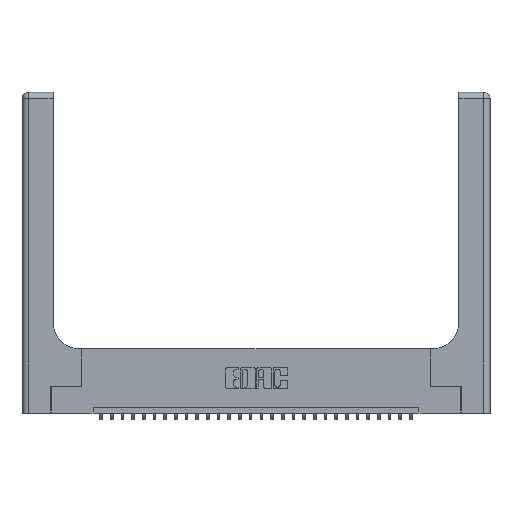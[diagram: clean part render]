
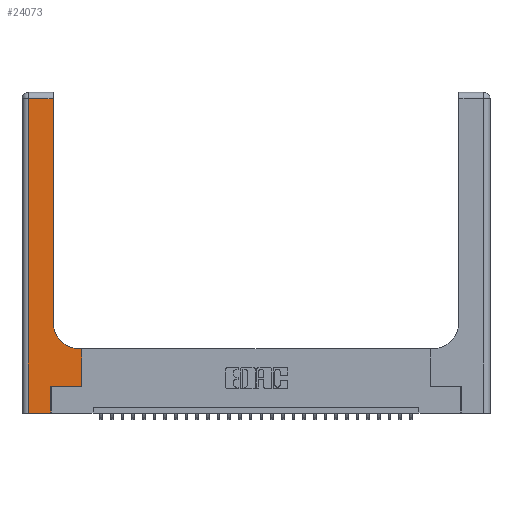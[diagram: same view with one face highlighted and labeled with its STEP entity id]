
A CAD part, top view. The second image highlights one B-rep face of the part: STEP entity #24073.
In plain terms, the highlighted planar face has unit normal (0, 0, 1).
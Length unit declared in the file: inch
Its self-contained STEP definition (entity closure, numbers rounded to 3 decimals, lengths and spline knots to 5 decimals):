
#38 = DIRECTION ( 'NONE',  ( 0., 0., -1. ) ) ;
#160 = CARTESIAN_POINT ( 'NONE',  ( 0.2915, 2.94, 0.37 ) ) ;
#389 = VERTEX_POINT ( 'NONE', #160 ) ;
#1035 = ORIENTED_EDGE ( 'NONE', *, *, #13630, .T. ) ;
#1550 = DIRECTION ( 'NONE',  ( -1., 0., 0. ) ) ;
#1606 = LINE ( 'NONE', #19472, #12596 ) ;
#1769 = AXIS2_PLACEMENT_3D ( 'NONE', #25330, #38, #22853 ) ;
#1851 = LINE ( 'NONE', #16443, #17463 ) ;
#2324 = EDGE_LOOP ( 'NONE', ( #8875, #11812, #19171, #16429, #1035, #4787, #21074, #11026, #18759 ) ) ;
#2911 = VERTEX_POINT ( 'NONE', #11263 ) ;
#2973 = DIRECTION ( 'NONE',  ( -1., 0., 0. ) ) ;
#4164 = LINE ( 'NONE', #28793, #29070 ) ;
#4277 = CARTESIAN_POINT ( 'NONE',  ( 0.2915, 0.85, 0.37 ) ) ;
#4787 = ORIENTED_EDGE ( 'NONE', *, *, #15279, .T. ) ;
#6116 = VERTEX_POINT ( 'NONE', #4277 ) ;
#6766 = CARTESIAN_POINT ( 'NONE',  ( 0.5585, 0.25, 0.37 ) ) ;
#8445 = CARTESIAN_POINT ( 'NONE',  ( 0.2915, 3., 0.37 ) ) ;
#8721 = LINE ( 'NONE', #24581, #17260 ) ;
#8875 = ORIENTED_EDGE ( 'NONE', *, *, #12290, .T. ) ;
#9015 = DIRECTION ( 'NONE',  ( 1., 0., 0. ) ) ;
#9413 = EDGE_CURVE ( 'NONE', #2911, #6116, #16177, .T. ) ;
#9501 = CARTESIAN_POINT ( 'NONE',  ( 0.269, 0., 0.37 ) ) ;
#9948 = LINE ( 'NONE', #9501, #21297 ) ;
#10004 = VECTOR ( 'NONE', #24401, 39.37008 ) ;
#10342 = CARTESIAN_POINT ( 'NONE',  ( 0.269, 0.25, 0.37 ) ) ;
#11026 = ORIENTED_EDGE ( 'NONE', *, *, #16138, .T. ) ;
#11251 = CARTESIAN_POINT ( 'NONE',  ( 0.06, 0., 0.37 ) ) ;
#11263 = CARTESIAN_POINT ( 'NONE',  ( 0.5415, 0.6, 0.37 ) ) ;
#11812 = ORIENTED_EDGE ( 'NONE', *, *, #19944, .T. ) ;
#12290 = EDGE_CURVE ( 'NONE', #6116, #389, #15362, .T. ) ;
#12596 = VECTOR ( 'NONE', #17270, 39.37008 ) ;
#13129 = VERTEX_POINT ( 'NONE', #11251 ) ;
#13630 = EDGE_CURVE ( 'NONE', #29129, #13683, #9948, .T. ) ;
#13683 = VERTEX_POINT ( 'NONE', #10342 ) ;
#14019 = LINE ( 'NONE', #19065, #22559 ) ;
#14577 = DIRECTION ( 'NONE',  ( 0., 1., 0. ) ) ;
#15279 = EDGE_CURVE ( 'NONE', #13683, #22810, #21956, .T. ) ;
#15362 = LINE ( 'NONE', #8445, #10004 ) ;
#15928 = DIRECTION ( 'NONE',  ( 0., 0., -1. ) ) ;
#16138 = EDGE_CURVE ( 'NONE', #20642, #2911, #4164, .T. ) ;
#16177 = CIRCLE ( 'NONE', #17183, 0.25 ) ;
#16256 = VECTOR ( 'NONE', #19307, 39.37008 ) ;
#16429 = ORIENTED_EDGE ( 'NONE', *, *, #16541, .T. ) ;
#16443 = CARTESIAN_POINT ( 'NONE',  ( 0., 2.94, 0.37 ) ) ;
#16541 = EDGE_CURVE ( 'NONE', #13129, #29129, #8721, .T. ) ;
#17183 = AXIS2_PLACEMENT_3D ( 'NONE', #27141, #15928, #20465 ) ;
#17260 = VECTOR ( 'NONE', #9015, 39.37008 ) ;
#17270 = DIRECTION ( 'NONE',  ( 0., -1., 0. ) ) ;
#17463 = VECTOR ( 'NONE', #2973, 39.37008 ) ;
#17636 = EDGE_CURVE ( 'NONE', #19788, #13129, #1606, .T. ) ;
#18723 = DIRECTION ( 'NONE',  ( 0., 1., 0. ) ) ;
#18759 = ORIENTED_EDGE ( 'NONE', *, *, #9413, .T. ) ;
#19065 = CARTESIAN_POINT ( 'NONE',  ( 0.5585, 0.25, 0.37 ) ) ;
#19171 = ORIENTED_EDGE ( 'NONE', *, *, #17636, .T. ) ;
#19265 = CARTESIAN_POINT ( 'NONE',  ( 0.269, 0., 0.37 ) ) ;
#19307 = DIRECTION ( 'NONE',  ( 1., 0., 0. ) ) ;
#19472 = CARTESIAN_POINT ( 'NONE',  ( 0.06, 3., 0.37 ) ) ;
#19788 = VERTEX_POINT ( 'NONE', #23527 ) ;
#19944 = EDGE_CURVE ( 'NONE', #389, #19788, #1851, .T. ) ;
#20465 = DIRECTION ( 'NONE',  ( 1., 0., 0. ) ) ;
#20642 = VERTEX_POINT ( 'NONE', #26896 ) ;
#21074 = ORIENTED_EDGE ( 'NONE', *, *, #21600, .T. ) ;
#21260 = CARTESIAN_POINT ( 'NONE',  ( 0.269, 0.25, 0.37 ) ) ;
#21297 = VECTOR ( 'NONE', #18723, 39.37008 ) ;
#21600 = EDGE_CURVE ( 'NONE', #22810, #20642, #14019, .T. ) ;
#21956 = LINE ( 'NONE', #21260, #16256 ) ;
#22398 = FACE_OUTER_BOUND ( 'NONE', #2324, .T. ) ;
#22559 = VECTOR ( 'NONE', #14577, 39.37008 ) ;
#22810 = VERTEX_POINT ( 'NONE', #6766 ) ;
#22853 = DIRECTION ( 'NONE',  ( -1., 0., 0. ) ) ;
#23527 = CARTESIAN_POINT ( 'NONE',  ( 0.06, 2.94, 0.37 ) ) ;
#24073 = ADVANCED_FACE ( 'NONE', ( #22398 ), #27537, .F. ) ;
#24401 = DIRECTION ( 'NONE',  ( 0., 1., 0. ) ) ;
#24581 = CARTESIAN_POINT ( 'NONE',  ( 0., 0., 0.37 ) ) ;
#25330 = CARTESIAN_POINT ( 'NONE',  ( 0., 3., 0.37 ) ) ;
#26896 = CARTESIAN_POINT ( 'NONE',  ( 0.5585, 0.6, 0.37 ) ) ;
#27141 = CARTESIAN_POINT ( 'NONE',  ( 0.5415, 0.85, 0.37 ) ) ;
#27537 = PLANE ( 'NONE',  #1769 ) ;
#28793 = CARTESIAN_POINT ( 'NONE',  ( 0.2915, 0.6, 0.37 ) ) ;
#29070 = VECTOR ( 'NONE', #1550, 39.37008 ) ;
#29129 = VERTEX_POINT ( 'NONE', #19265 ) ;
